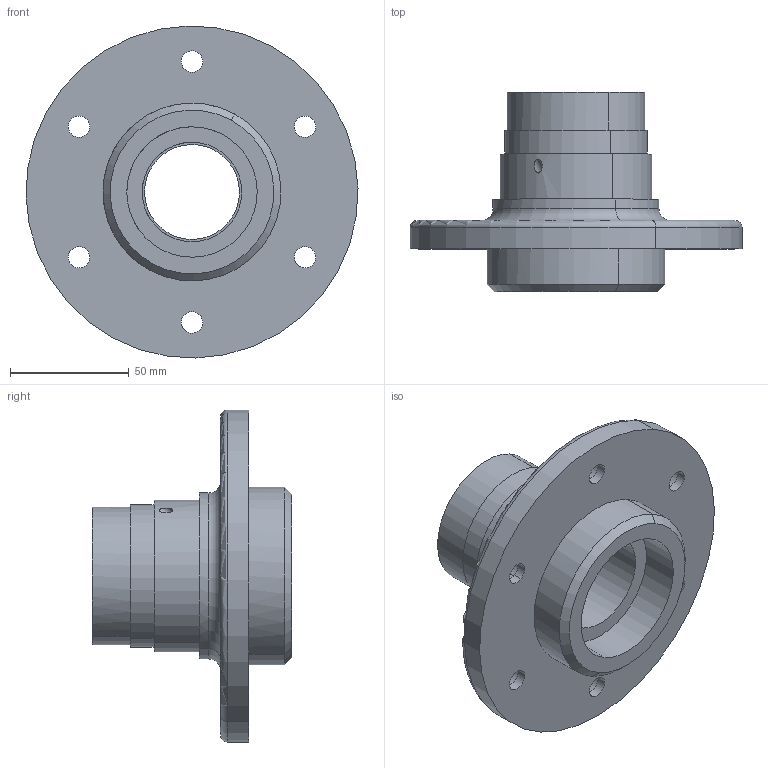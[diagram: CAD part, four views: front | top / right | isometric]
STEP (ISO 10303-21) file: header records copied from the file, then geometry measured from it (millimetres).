
FILE_DESCRIPTION(('CoCreate Modeling STEP Export'),'2;1');
FILE_NAME('m39.stp','2011-05-24T12:18:07',(''),(''),'CoCreate Modeling STEP processor for AP214 (Solid Model)','CoCreate Modeling 18.0P1120 20-Nov-2010 (C) Parametric Technology GmbH','');
FILE_SCHEMA(('AUTOMOTIVE_DESIGN { 1 0 10303 214 1 1 1 1 }'));
Length unit declared in the file: millimetre
Products named in the file (1): BODY_2____SOL7972_-_WSP_PALIER_.PRT
Bounding box: 139.96 x 84 x 139.96 mm (x, y, z)
Volume: 288926.2 mm3; surface area: 62674.3 mm2
Topology: 1 solids, 1 shells, 88 faces, 209 edges, 142 vertices
Faces by surface type: cylinder 60, plane 22, torus 4, cone 2
Entity records: 2409 total; most frequent: CARTESIAN_POINT 471, ORIENTED_EDGE 418, DIRECTION 368, EDGE_CURVE 209, AXIS2_PLACEMENT_3D 153, VERTEX_POINT 142, EDGE_LOOP 125, FACE_OUTER_BOUND 88
